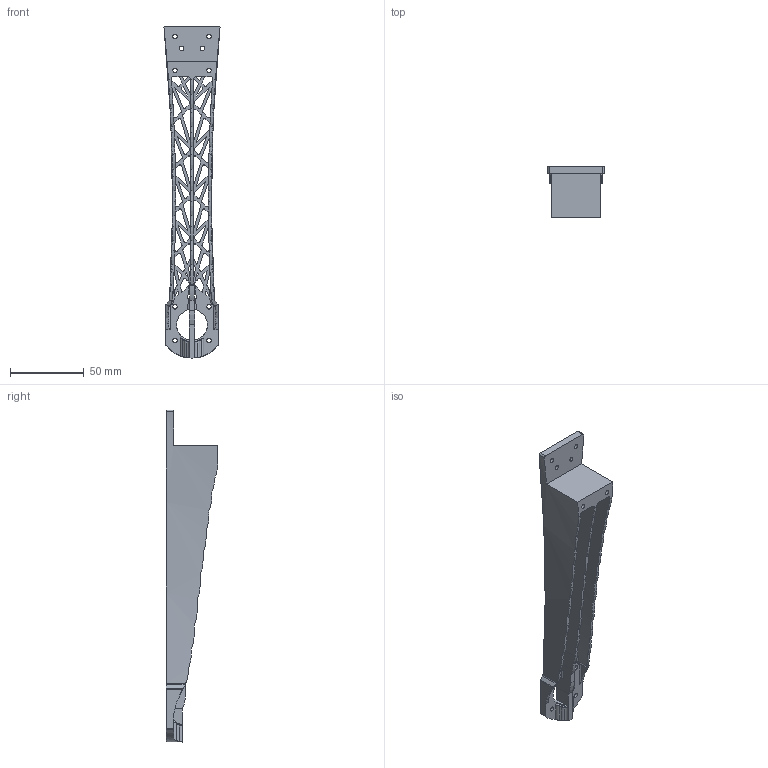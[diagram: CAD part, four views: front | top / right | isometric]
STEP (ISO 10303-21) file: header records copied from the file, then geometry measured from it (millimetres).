
FILE_DESCRIPTION(/* description */ (''),/* implementation_level */ '2;1');
FILE_NAME(/* name */ 'ramie.stp',/* time_stamp */ '2024-05-03T13:13:54+02:00',/* author */ ('Jamro'),/* organization */ (''),/* preprocessor_version */ 'ST-DEVELOPER v19',/* originating_system */ 'Autodesk Inventor 2023',/* authorisation */ '');
FILE_SCHEMA (('AUTOMOTIVE_DESIGN { 1 0 10303 214 3 1 1 }'));
Length unit declared in the file: millimetre
Products named in the file (1): ramie
Bounding box: 38.04 x 35 x 225.21 mm (x, y, z)
Volume: 52172.4 mm3; surface area: 41657.2 mm2
Topology: 1 solids, 1 shells, 396 faces, 1267 edges, 833 vertices
Faces by surface type: plane 191, cylinder 185, bspline 12, torus 6, sphere 2
Full cylindrical faces by diameter (mm): 3 x10
Entity records: 15195 total; most frequent: CARTESIAN_POINT 3606, ORIENTED_EDGE 2534, DIRECTION 2324, EDGE_CURVE 1267, VERTEX_POINT 833, AXIS2_PLACEMENT_3D 775, LINE 774, VECTOR 774
